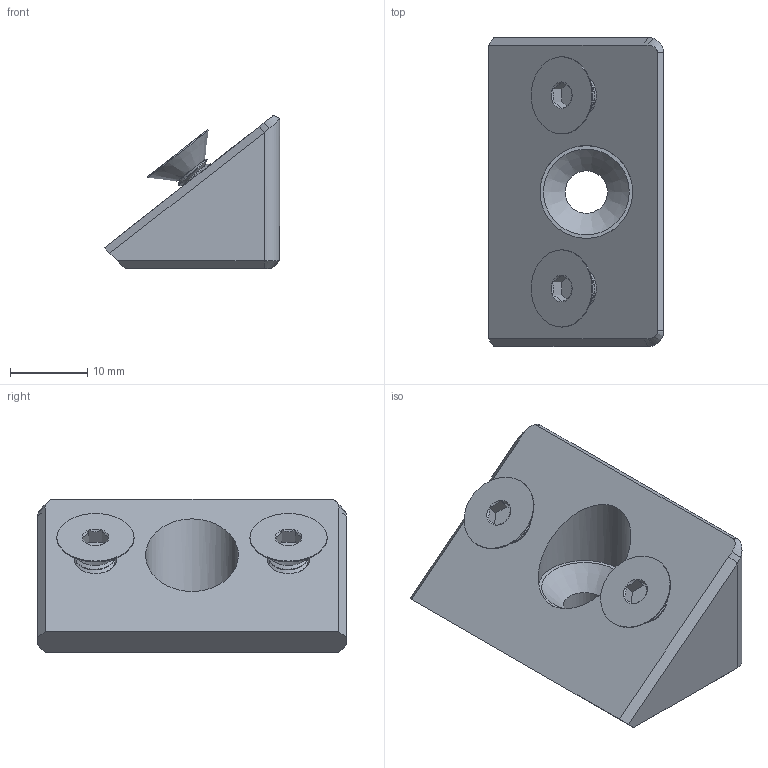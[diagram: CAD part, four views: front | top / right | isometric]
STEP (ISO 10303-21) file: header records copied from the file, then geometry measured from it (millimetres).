
FILE_DESCRIPTION(/* description */ (''),/* implementation_level */ '2;1');
FILE_NAME(/* name */ 'FA-00-01 v1.step',/* time_stamp */ '2023-09-10T16:09:04-04:00',/* author */ (''),/* organization */ (''),/* preprocessor_version */ 'ST-DEVELOPER v20',/* originating_system */ 'Autodesk Translation Framework v12.9.0.99',/* authorisation */ '');
FILE_SCHEMA (('AUTOMOTIVE_DESIGN { 1 0 10303 214 3 1 1 }'));
Length unit declared in the file: centimetre
Products named in the file (2): FA-00-01; 92125A211_18-8 Stainless Steel Hex Drive Flat Head Screw
Assembly tree (2 placements, depth 2):
  FA-00-01
    92125A211_18-8 Stainless Steel Hex Drive Flat Head Screw  x2
Bounding box: 22.68 x 40 x 19.82 mm (x, y, z)
Volume: 8660.1 mm3; surface area: 4996.7 mm2
Topology: 3 solids, 3 shells, 286 faces, 753 edges, 485 vertices
Faces by surface type: plane 141, cylinder 68, bspline 58, cone 19
Full cylindrical faces by diameter (mm): 3.961 x28, 5 x26, 5.5 x3, 10 x2, 12 x1
Entity records: 9256 total; most frequent: CARTESIAN_POINT 3935, ORIENTED_EDGE 1244, DIRECTION 835, EDGE_CURVE 622, LINE 413, VECTOR 413, VERTEX_POINT 402, EDGE_LOOP 252
